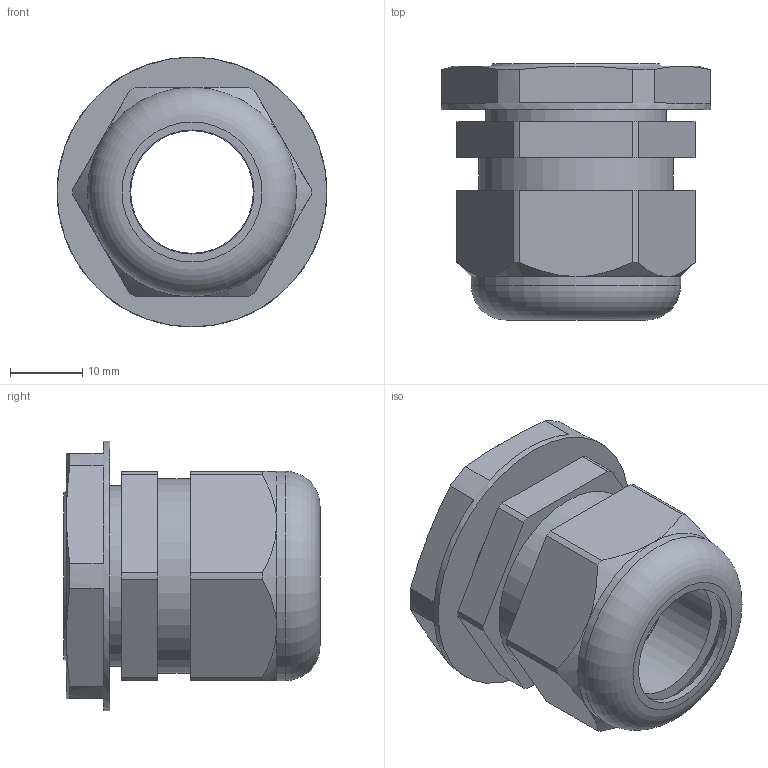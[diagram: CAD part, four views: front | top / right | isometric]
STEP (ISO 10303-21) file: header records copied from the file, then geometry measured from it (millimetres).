
FILE_DESCRIPTION(('FreeCAD Model'),'2;1');
FILE_NAME('Cable Gland M25.step', '2019-07-02T13:06:29',('Author'),(''), 'Open CASCADE STEP processor 7.3','FreeCAD','Unknown');
FILE_SCHEMA(('AUTOMOTIVE_DESIGN { 1 0 10303 214 1 1 1 1 }'));
Length unit declared in the file: millimetre
Products named in the file (2): _2411.631(17)_01; _2411.631_02
Bounding box: 37.4 x 35.5 x 37.4 mm (x, y, z)
Volume: 17437.3 mm3; surface area: 8736 mm2
Topology: 2 solids, 2 shells, 70 faces, 166 edges, 105 vertices
Faces by surface type: plane 33, cylinder 20, cone 16, torus 1
Full cylindrical faces by diameter (mm): 17 x1, 17.2 x2, 23.376 x1, 25 x1, 26.9 x1, 29 x1, 37.4 x1
Entity records: 2639 total; most frequent: CARTESIAN_POINT 512, DIRECTION 340, ORIENTED_EDGE 332, EDGE_CURVE 166, AXIS2_PLACEMENT_3D 140, VERTEX_POINT 105, FACE_BOUND 79, EDGE_LOOP 79
